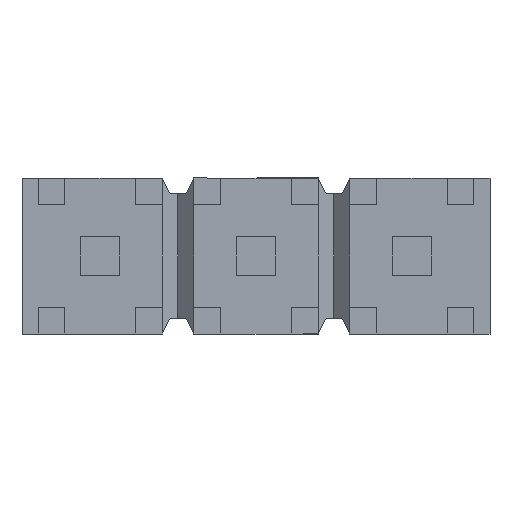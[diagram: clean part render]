
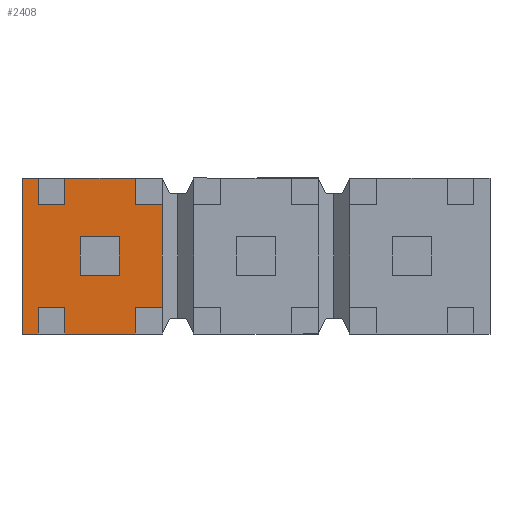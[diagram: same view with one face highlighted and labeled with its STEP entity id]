
A CAD part, front view. The second image highlights one B-rep face of the part: STEP entity #2408.
In plain terms, the highlighted planar face has unit normal (0, -1, 0).
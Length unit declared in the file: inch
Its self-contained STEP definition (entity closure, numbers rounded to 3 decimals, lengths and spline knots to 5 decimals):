
#375=ORIENTED_EDGE('',*,*,#866,.F.);
#376=ORIENTED_EDGE('',*,*,#935,.F.);
#377=ORIENTED_EDGE('',*,*,#877,.T.);
#378=ORIENTED_EDGE('',*,*,#791,.T.);
#379=ORIENTED_EDGE('',*,*,#874,.F.);
#380=ORIENTED_EDGE('',*,*,#936,.F.);
#381=ORIENTED_EDGE('',*,*,#736,.F.);
#382=ORIENTED_EDGE('',*,*,#937,.T.);
#383=ORIENTED_EDGE('',*,*,#871,.F.);
#384=ORIENTED_EDGE('',*,*,#762,.T.);
#385=ORIENTED_EDGE('',*,*,#876,.T.);
#386=ORIENTED_EDGE('',*,*,#938,.T.);
#387=ORIENTED_EDGE('',*,*,#863,.F.);
#388=ORIENTED_EDGE('',*,*,#758,.T.);
#389=ORIENTED_EDGE('',*,*,#933,.T.);
#390=ORIENTED_EDGE('',*,*,#795,.T.);
#391=ORIENTED_EDGE('',*,*,#929,.F.);
#392=ORIENTED_EDGE('',*,*,#922,.F.);
#393=ORIENTED_EDGE('',*,*,#919,.F.);
#394=ORIENTED_EDGE('',*,*,#916,.F.);
#736=EDGE_CURVE('',#1069,#1070,#1288,.T.);
#758=EDGE_CURVE('',#1089,#1088,#1310,.T.);
#762=EDGE_CURVE('',#1093,#1092,#1314,.T.);
#791=EDGE_CURVE('',#1114,#1113,#1343,.T.);
#795=EDGE_CURVE('',#1118,#1117,#1347,.T.);
#863=EDGE_CURVE('',#1089,#1159,#1415,.T.);
#866=EDGE_CURVE('',#1160,#1117,#1418,.T.);
#871=EDGE_CURVE('',#1093,#1163,#1423,.T.);
#874=EDGE_CURVE('',#1164,#1113,#1426,.T.);
#876=EDGE_CURVE('',#1092,#1165,#1428,.T.);
#877=EDGE_CURVE('',#1166,#1114,#1429,.T.);
#916=EDGE_CURVE('',#1192,#1193,#1468,.T.);
#919=EDGE_CURVE('',#1193,#1195,#1471,.T.);
#922=EDGE_CURVE('',#1195,#1197,#1474,.T.);
#929=EDGE_CURVE('',#1197,#1192,#1481,.T.);
#933=EDGE_CURVE('',#1088,#1118,#1485,.T.);
#935=EDGE_CURVE('',#1166,#1160,#1487,.T.);
#936=EDGE_CURVE('',#1070,#1164,#1488,.T.);
#937=EDGE_CURVE('',#1069,#1163,#1489,.T.);
#938=EDGE_CURVE('',#1165,#1159,#1490,.T.);
#1069=VERTEX_POINT('',#3301);
#1070=VERTEX_POINT('',#3303);
#1088=VERTEX_POINT('',#3345);
#1089=VERTEX_POINT('',#3347);
#1092=VERTEX_POINT('',#3353);
#1093=VERTEX_POINT('',#3355);
#1113=VERTEX_POINT('',#3406);
#1114=VERTEX_POINT('',#3408);
#1117=VERTEX_POINT('',#3414);
#1118=VERTEX_POINT('',#3416);
#1159=VERTEX_POINT('',#3548);
#1160=VERTEX_POINT('',#3552);
#1163=VERTEX_POINT('',#3564);
#1164=VERTEX_POINT('',#3568);
#1165=VERTEX_POINT('',#3572);
#1166=VERTEX_POINT('',#3576);
#1192=VERTEX_POINT('',#3655);
#1193=VERTEX_POINT('',#3657);
#1195=VERTEX_POINT('',#3663);
#1197=VERTEX_POINT('',#3669);
#1288=LINE('',#3302,#1624);
#1310=LINE('',#3346,#1646);
#1314=LINE('',#3354,#1650);
#1343=LINE('',#3407,#1679);
#1347=LINE('',#3415,#1683);
#1415=LINE('',#3547,#1751);
#1418=LINE('',#3553,#1754);
#1423=LINE('',#3563,#1759);
#1426=LINE('',#3569,#1762);
#1428=LINE('',#3573,#1764);
#1429=LINE('',#3575,#1765);
#1468=LINE('',#3656,#1804);
#1471=LINE('',#3662,#1807);
#1474=LINE('',#3668,#1810);
#1481=LINE('',#3680,#1817);
#1485=LINE('',#3686,#1821);
#1487=LINE('',#3692,#1823);
#1488=LINE('',#3693,#1824);
#1489=LINE('',#3694,#1825);
#1490=LINE('',#3695,#1826);
#1624=VECTOR('',#2676,39.37008);
#1646=VECTOR('',#2704,39.37008);
#1650=VECTOR('',#2708,39.37008);
#1679=VECTOR('',#2743,39.37008);
#1683=VECTOR('',#2747,39.37008);
#1751=VECTOR('',#2861,39.37008);
#1754=VECTOR('',#2866,39.37008);
#1759=VECTOR('',#2877,39.37008);
#1762=VECTOR('',#2882,39.37008);
#1764=VECTOR('',#2886,39.37008);
#1765=VECTOR('',#2889,39.37008);
#1804=VECTOR('',#2958,39.37008);
#1807=VECTOR('',#2963,39.37008);
#1810=VECTOR('',#2968,39.37008);
#1817=VECTOR('',#2981,39.37008);
#1821=VECTOR('',#2989,39.37008);
#1823=VECTOR('',#2999,39.37008);
#1824=VECTOR('',#3000,39.37008);
#1825=VECTOR('',#3001,39.37008);
#1826=VECTOR('',#3002,39.37008);
#1997=EDGE_LOOP('',(#375,#376,#377,#378,#379,#380,#381,#382,#383,#384,#385,
#386,#387,#388,#389,#390));
#1998=EDGE_LOOP('',(#391,#392,#393,#394));
#2139=FACE_BOUND('',#1997,.T.);
#2140=FACE_BOUND('',#1998,.T.);
#2278=PLANE('',#2564);
#2408=ADVANCED_FACE('',(#2139,#2140),#2278,.T.);
#2564=AXIS2_PLACEMENT_3D('',#3691,#2997,#2998);
#2676=DIRECTION('',(0.,0.,-1.));
#2704=DIRECTION('',(-1.,0.,0.));
#2708=DIRECTION('',(-1.,0.,0.));
#2743=DIRECTION('',(1.,0.,0.));
#2747=DIRECTION('',(1.,0.,0.));
#2861=DIRECTION('',(0.,0.,-1.));
#2866=DIRECTION('',(0.,0.,-1.));
#2877=DIRECTION('',(0.,0.,-1.));
#2882=DIRECTION('',(0.,0.,-1.));
#2886=DIRECTION('',(0.,0.,-1.));
#2889=DIRECTION('',(0.,0.,-1.));
#2958=DIRECTION('',(1.,0.,0.));
#2963=DIRECTION('',(0.,0.,1.));
#2968=DIRECTION('',(-1.,0.,0.));
#2981=DIRECTION('',(0.,0.,-1.));
#2989=DIRECTION('',(0.,0.,-1.));
#2997=DIRECTION('',(0.,-1.,0.));
#2998=DIRECTION('',(0.,0.,-1.));
#2999=DIRECTION('',(-1.,0.,0.));
#3000=DIRECTION('',(-1.,0.,0.));
#3001=DIRECTION('',(-1.,0.,0.));
#3002=DIRECTION('',(-1.,0.,0.));
#3301=CARTESIAN_POINT('',(-0.06,0.02,0.033));
#3302=CARTESIAN_POINT('',(-0.06,0.02,0.3));
#3303=CARTESIAN_POINT('',(-0.06,0.02,-0.033));
#3345=CARTESIAN_POINT('',(-0.15,0.02,0.05));
#3346=CARTESIAN_POINT('',(-0.15,0.02,0.05));
#3347=CARTESIAN_POINT('',(-0.1396,0.02,0.05));
#3353=CARTESIAN_POINT('',(-0.1226,0.02,0.05));
#3354=CARTESIAN_POINT('',(-0.15,0.02,0.05));
#3355=CARTESIAN_POINT('',(-0.0774,0.02,0.05));
#3406=CARTESIAN_POINT('',(-0.0774,0.02,-0.05));
#3407=CARTESIAN_POINT('',(0.15,0.02,-0.05));
#3408=CARTESIAN_POINT('',(-0.1226,0.02,-0.05));
#3414=CARTESIAN_POINT('',(-0.1396,0.02,-0.05));
#3415=CARTESIAN_POINT('',(0.15,0.02,-0.05));
#3416=CARTESIAN_POINT('',(-0.15,0.02,-0.05));
#3547=CARTESIAN_POINT('',(-0.1396,0.02,0.1));
#3548=CARTESIAN_POINT('',(-0.1396,0.02,0.033));
#3552=CARTESIAN_POINT('',(-0.1396,0.02,-0.033));
#3553=CARTESIAN_POINT('',(-0.1396,0.02,0.1));
#3563=CARTESIAN_POINT('',(-0.0774,0.02,0.1));
#3564=CARTESIAN_POINT('',(-0.0774,0.02,0.033));
#3568=CARTESIAN_POINT('',(-0.0774,0.02,-0.033));
#3569=CARTESIAN_POINT('',(-0.0774,0.02,0.1));
#3572=CARTESIAN_POINT('',(-0.1226,0.02,0.033));
#3573=CARTESIAN_POINT('',(-0.1226,0.02,0.1));
#3575=CARTESIAN_POINT('',(-0.1226,0.02,0.1));
#3576=CARTESIAN_POINT('',(-0.1226,0.02,-0.033));
#3655=CARTESIAN_POINT('',(-0.1125,0.02,-0.0125));
#3656=CARTESIAN_POINT('',(-0.0875,0.02,-0.0125));
#3657=CARTESIAN_POINT('',(-0.0875,0.02,-0.0125));
#3662=CARTESIAN_POINT('',(-0.0875,0.02,0.0125));
#3663=CARTESIAN_POINT('',(-0.0875,0.02,0.0125));
#3668=CARTESIAN_POINT('',(-0.1125,0.02,0.0125));
#3669=CARTESIAN_POINT('',(-0.1125,0.02,0.0125));
#3680=CARTESIAN_POINT('',(-0.1125,0.02,-0.0125));
#3686=CARTESIAN_POINT('',(-0.15,0.02,-0.05));
#3691=CARTESIAN_POINT('',(-0.1396,0.02,0.1));
#3692=CARTESIAN_POINT('',(0.3,0.02,-0.033));
#3693=CARTESIAN_POINT('',(0.3,0.02,-0.033));
#3694=CARTESIAN_POINT('',(0.3,0.02,0.033));
#3695=CARTESIAN_POINT('',(0.3,0.02,0.033));
